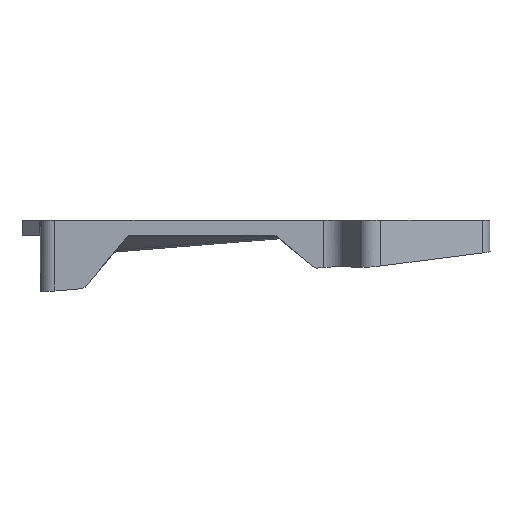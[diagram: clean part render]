
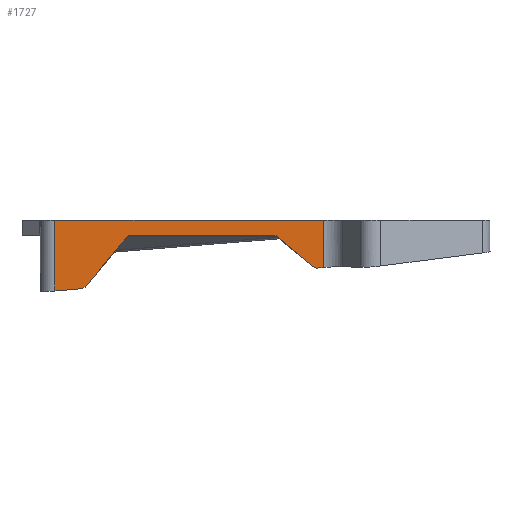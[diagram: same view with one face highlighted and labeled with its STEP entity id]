
A CAD part, left-side view. The second image highlights one B-rep face of the part: STEP entity #1727.
In plain terms, the highlighted planar face has unit normal (-1, 0, 0).
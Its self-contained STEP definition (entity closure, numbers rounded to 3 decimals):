
#123=ELLIPSE('',#1919,2.01,2.);
#124=ELLIPSE('',#1922,2.01,2.);
#150=PLANE('',#1920);
#210=FACE_OUTER_BOUND('',#339,.T.);
#339=EDGE_LOOP('',(#1435,#1436,#1437,#1438,#1439,#1440,#1441,#1442,#1443,
#1444,#1445,#1446));
#429=LINE('',#2650,#564);
#440=LINE('',#2693,#575);
#464=LINE('',#3034,#599);
#474=LINE('',#3073,#609);
#484=LINE('',#3137,#619);
#485=LINE('',#3140,#620);
#486=LINE('',#3142,#621);
#487=LINE('',#3143,#622);
#564=VECTOR('',#2103,10.);
#575=VECTOR('',#2136,10.);
#599=VECTOR('',#2260,10.);
#609=VECTOR('',#2294,10.);
#619=VECTOR('',#2338,10.);
#620=VECTOR('',#2343,10.);
#621=VECTOR('',#2344,10.);
#622=VECTOR('',#2345,10.);
#723=CIRCLE('',#1893,2.);
#731=CIRCLE('',#1921,2.);
#783=VERTEX_POINT('',#2648);
#784=VERTEX_POINT('',#2649);
#804=VERTEX_POINT('',#2691);
#805=VERTEX_POINT('',#2692);
#855=VERTEX_POINT('',#3031);
#856=VERTEX_POINT('',#3033);
#872=VERTEX_POINT('',#3070);
#873=VERTEX_POINT('',#3072);
#888=VERTEX_POINT('',#3130);
#889=VERTEX_POINT('',#3131);
#890=VERTEX_POINT('',#3136);
#891=VERTEX_POINT('',#3141);
#962=EDGE_CURVE('',#783,#784,#429,.T.);
#983=EDGE_CURVE('',#804,#805,#440,.T.);
#1047=EDGE_CURVE('',#856,#855,#464,.T.);
#1049=EDGE_CURVE('',#856,#784,#723,.T.);
#1066=EDGE_CURVE('',#872,#873,#474,.F.);
#1086=EDGE_CURVE('',#888,#889,#123,.T.);
#1089=EDGE_CURVE('',#888,#890,#484,.T.);
#1090=EDGE_CURVE('',#783,#890,#731,.T.);
#1091=EDGE_CURVE('',#873,#855,#124,.T.);
#1092=EDGE_CURVE('',#872,#805,#485,.T.);
#1093=EDGE_CURVE('',#891,#804,#486,.T.);
#1094=EDGE_CURVE('',#889,#891,#487,.F.);
#1435=ORIENTED_EDGE('',*,*,#1086,.F.);
#1436=ORIENTED_EDGE('',*,*,#1089,.T.);
#1437=ORIENTED_EDGE('',*,*,#1090,.F.);
#1438=ORIENTED_EDGE('',*,*,#962,.T.);
#1439=ORIENTED_EDGE('',*,*,#1049,.F.);
#1440=ORIENTED_EDGE('',*,*,#1047,.T.);
#1441=ORIENTED_EDGE('',*,*,#1091,.F.);
#1442=ORIENTED_EDGE('',*,*,#1066,.F.);
#1443=ORIENTED_EDGE('',*,*,#1092,.T.);
#1444=ORIENTED_EDGE('',*,*,#983,.F.);
#1445=ORIENTED_EDGE('',*,*,#1093,.F.);
#1446=ORIENTED_EDGE('',*,*,#1094,.F.);
#1727=ADVANCED_FACE('',(#210),#150,.F.);
#1893=AXIS2_PLACEMENT_3D('',#3037,#2264,#2265);
#1919=AXIS2_PLACEMENT_3D('',#3132,#2332,#2333);
#1920=AXIS2_PLACEMENT_3D('',#3135,#2336,#2337);
#1921=AXIS2_PLACEMENT_3D('',#3138,#2339,#2340);
#1922=AXIS2_PLACEMENT_3D('',#3139,#2341,#2342);
#2103=DIRECTION('',(0.,-1.,0.));
#2136=DIRECTION('',(0.,-1.,0.));
#2260=DIRECTION('',(0.,-0.766,-0.643));
#2264=DIRECTION('center_axis',(-1.,0.,0.));
#2265=DIRECTION('ref_axis',(0.,-0.342,0.94));
#2294=DIRECTION('',(0.,-0.996,0.087));
#2332=DIRECTION('center_axis',(1.,0.,0.));
#2333=DIRECTION('ref_axis',(0.,0.643,-0.766));
#2336=DIRECTION('center_axis',(1.,0.,0.));
#2337=DIRECTION('ref_axis',(0.,-1.,0.));
#2338=DIRECTION('',(0.,-0.643,0.766));
#2339=DIRECTION('center_axis',(-1.,0.,0.));
#2340=DIRECTION('ref_axis',(0.,0.423,0.906));
#2341=DIRECTION('center_axis',(1.,0.,0.));
#2342=DIRECTION('ref_axis',(0.,-0.766,-0.643));
#2343=DIRECTION('',(0.,0.,1.));
#2344=DIRECTION('',(0.,0.,1.));
#2345=DIRECTION('',(0.,-0.996,0.087));
#2648=CARTESIAN_POINT('',(8.96,-27.28,-12.));
#2649=CARTESIAN_POINT('',(8.96,-65.498,-12.));
#2650=CARTESIAN_POINT('',(8.96,-14.284,-12.));
#2691=CARTESIAN_POINT('',(8.96,-6.221,-8.));
#2692=CARTESIAN_POINT('',(8.96,-79.291,-8.));
#2693=CARTESIAN_POINT('',(8.96,-22.354,-8.));
#3031=CARTESIAN_POINT('',(8.96,-76.412,-20.544));
#3033=CARTESIAN_POINT('',(8.96,-66.783,-12.468));
#3034=CARTESIAN_POINT('',(8.96,-44.485,6.235));
#3037=CARTESIAN_POINT('Origin',(8.96,-65.498,-14.));
#3070=CARTESIAN_POINT('',(8.96,-79.291,-20.884));
#3072=CARTESIAN_POINT('',(8.96,-77.881,-21.008));
#3073=CARTESIAN_POINT('',(8.96,-33.763,-24.868));
#3130=CARTESIAN_POINT('',(8.96,-14.65,-25.947));
#3131=CARTESIAN_POINT('',(8.96,-13.282,-26.659));
#3132=CARTESIAN_POINT('Origin',(8.96,-13.117,-24.661));
#3135=CARTESIAN_POINT('Origin',(8.96,-2.221,0.));
#3136=CARTESIAN_POINT('',(8.96,-25.748,-12.715));
#3137=CARTESIAN_POINT('',(8.96,-18.141,-21.784));
#3138=CARTESIAN_POINT('Origin',(8.96,-27.28,-14.));
#3139=CARTESIAN_POINT('Origin',(8.96,-77.697,-19.011));
#3140=CARTESIAN_POINT('',(8.96,-79.291,-9.));
#3141=CARTESIAN_POINT('',(8.96,-6.221,-27.277));
#3142=CARTESIAN_POINT('',(8.96,-6.221,-9.));
#3143=CARTESIAN_POINT('',(8.96,-33.763,-24.868));
